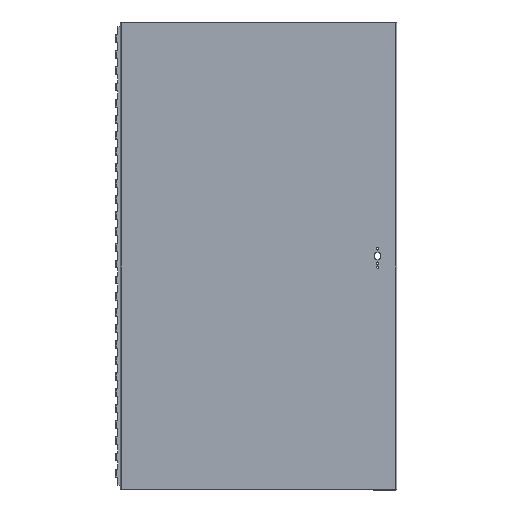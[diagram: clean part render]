
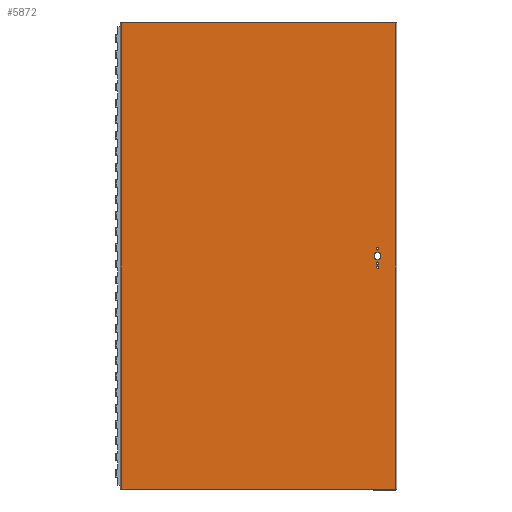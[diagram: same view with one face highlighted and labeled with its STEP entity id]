
A CAD part, top view. The second image highlights one B-rep face of the part: STEP entity #5872.
In plain terms, the highlighted face is planar.
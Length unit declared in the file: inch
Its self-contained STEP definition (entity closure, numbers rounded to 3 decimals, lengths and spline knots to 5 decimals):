
#385=FACE_BOUND('',#1044,.T.);
#386=FACE_BOUND('',#1045,.T.);
#387=FACE_BOUND('',#1046,.T.);
#388=FACE_BOUND('',#1047,.T.);
#524=PLANE('',#6258);
#738=FACE_OUTER_BOUND('',#1043,.T.);
#1043=EDGE_LOOP('',(#4399,#4400,#4401,#4402));
#1044=EDGE_LOOP('',(#4403,#4404,#4405,#4406,#4407,#4408,#4409,#4410));
#1045=EDGE_LOOP('',(#4411));
#1046=EDGE_LOOP('',(#4412));
#1047=EDGE_LOOP('',(#4413));
#1288=LINE('',#8344,#1906);
#1292=LINE('',#8356,#1910);
#1296=LINE('',#8368,#1914);
#1300=LINE('',#8378,#1918);
#1325=LINE('',#8551,#1943);
#1338=LINE('',#8686,#1956);
#1356=LINE('',#8855,#1974);
#1360=LINE('',#8890,#1978);
#1906=VECTOR('',#6739,0.3937);
#1910=VECTOR('',#6751,0.3937);
#1914=VECTOR('',#6763,0.3937);
#1918=VECTOR('',#6775,0.3937);
#1943=VECTOR('',#6832,0.3937);
#1956=VECTOR('',#6855,0.3937);
#1974=VECTOR('',#6889,0.3937);
#1978=VECTOR('',#6899,0.3937);
#2534=CIRCLE('',#6202,0.453);
#2536=CIRCLE('',#6206,0.453);
#2538=CIRCLE('',#6210,0.453);
#2540=CIRCLE('',#6214,0.453);
#2541=CIRCLE('',#6217,0.1405);
#2543=CIRCLE('',#6220,0.1405);
#2545=CIRCLE('',#6223,0.1405);
#2734=VERTEX_POINT('',#8335);
#2735=VERTEX_POINT('',#8337);
#2737=VERTEX_POINT('',#8343);
#2739=VERTEX_POINT('',#8349);
#2741=VERTEX_POINT('',#8355);
#2743=VERTEX_POINT('',#8361);
#2745=VERTEX_POINT('',#8367);
#2747=VERTEX_POINT('',#8373);
#2748=VERTEX_POINT('',#8380);
#2750=VERTEX_POINT('',#8386);
#2752=VERTEX_POINT('',#8392);
#2777=VERTEX_POINT('',#8542);
#2778=VERTEX_POINT('',#8550);
#2782=VERTEX_POINT('',#8622);
#2788=VERTEX_POINT('',#8678);
#3291=EDGE_CURVE('',#2735,#2734,#2534,.T.);
#3294=EDGE_CURVE('',#2737,#2735,#1288,.T.);
#3297=EDGE_CURVE('',#2739,#2737,#2536,.T.);
#3300=EDGE_CURVE('',#2741,#2739,#1292,.T.);
#3303=EDGE_CURVE('',#2743,#2741,#2538,.T.);
#3306=EDGE_CURVE('',#2745,#2743,#1296,.T.);
#3309=EDGE_CURVE('',#2747,#2745,#2540,.T.);
#3312=EDGE_CURVE('',#2734,#2747,#1300,.T.);
#3313=EDGE_CURVE('',#2748,#2748,#2541,.T.);
#3316=EDGE_CURVE('',#2750,#2750,#2543,.T.);
#3319=EDGE_CURVE('',#2752,#2752,#2545,.T.);
#3352=EDGE_CURVE('',#2778,#2777,#1325,.T.);
#3372=EDGE_CURVE('',#2782,#2788,#1338,.T.);
#3397=EDGE_CURVE('',#2777,#2782,#1356,.T.);
#3402=EDGE_CURVE('',#2788,#2778,#1360,.T.);
#4399=ORIENTED_EDGE('',*,*,#3397,.T.);
#4400=ORIENTED_EDGE('',*,*,#3372,.T.);
#4401=ORIENTED_EDGE('',*,*,#3402,.T.);
#4402=ORIENTED_EDGE('',*,*,#3352,.T.);
#4403=ORIENTED_EDGE('',*,*,#3291,.T.);
#4404=ORIENTED_EDGE('',*,*,#3312,.T.);
#4405=ORIENTED_EDGE('',*,*,#3309,.T.);
#4406=ORIENTED_EDGE('',*,*,#3306,.T.);
#4407=ORIENTED_EDGE('',*,*,#3303,.T.);
#4408=ORIENTED_EDGE('',*,*,#3300,.T.);
#4409=ORIENTED_EDGE('',*,*,#3297,.T.);
#4410=ORIENTED_EDGE('',*,*,#3294,.T.);
#4411=ORIENTED_EDGE('',*,*,#3313,.T.);
#4412=ORIENTED_EDGE('',*,*,#3316,.T.);
#4413=ORIENTED_EDGE('',*,*,#3319,.T.);
#5872=ADVANCED_FACE('',(#738,#385,#386,#387,#388),#524,.F.);
#6202=AXIS2_PLACEMENT_3D('',#8338,#6733,#6734);
#6206=AXIS2_PLACEMENT_3D('',#8350,#6745,#6746);
#6210=AXIS2_PLACEMENT_3D('',#8362,#6757,#6758);
#6214=AXIS2_PLACEMENT_3D('',#8374,#6769,#6770);
#6217=AXIS2_PLACEMENT_3D('',#8381,#6778,#6779);
#6220=AXIS2_PLACEMENT_3D('',#8387,#6785,#6786);
#6223=AXIS2_PLACEMENT_3D('',#8393,#6792,#6793);
#6258=AXIS2_PLACEMENT_3D('',#8993,#6935,#6936);
#6733=DIRECTION('center_axis',(0.,0.,1.));
#6734=DIRECTION('ref_axis',(-0.469,-0.883,0.));
#6739=DIRECTION('',(0.,1.,0.));
#6745=DIRECTION('center_axis',(0.,0.,1.));
#6746=DIRECTION('ref_axis',(-0.883,0.469,0.));
#6751=DIRECTION('',(1.,0.,0.));
#6757=DIRECTION('center_axis',(0.,0.,1.));
#6758=DIRECTION('ref_axis',(0.469,0.883,0.));
#6763=DIRECTION('',(0.,-1.,0.));
#6769=DIRECTION('center_axis',(0.,0.,1.));
#6770=DIRECTION('ref_axis',(0.883,-0.469,0.));
#6775=DIRECTION('',(-1.,0.,0.));
#6778=DIRECTION('center_axis',(0.,0.,1.));
#6779=DIRECTION('ref_axis',(1.,0.,0.));
#6785=DIRECTION('center_axis',(0.,0.,1.));
#6786=DIRECTION('ref_axis',(1.,0.,0.));
#6792=DIRECTION('center_axis',(0.,0.,1.));
#6793=DIRECTION('ref_axis',(1.,0.,0.));
#6832=DIRECTION('',(-1.,0.,0.));
#6855=DIRECTION('',(1.,0.,0.));
#6889=DIRECTION('',(0.,1.,0.));
#6899=DIRECTION('',(0.,-1.,0.));
#6935=DIRECTION('center_axis',(0.,0.,1.));
#6936=DIRECTION('ref_axis',(1.,0.,0.));
#8335=CARTESIAN_POINT('',(15.02512,0.4,0.));
#8337=CARTESIAN_POINT('',(15.2125,0.21262,0.));
#8338=CARTESIAN_POINT('Origin',(14.8125,0.,0.));
#8343=CARTESIAN_POINT('',(15.2125,-0.21262,0.));
#8344=CARTESIAN_POINT('',(15.2125,0.10631,0.));
#8349=CARTESIAN_POINT('',(15.02512,-0.4,0.));
#8350=CARTESIAN_POINT('Origin',(14.8125,0.,0.));
#8355=CARTESIAN_POINT('',(14.59988,-0.4,0.));
#8356=CARTESIAN_POINT('',(7.51256,-0.4,0.));
#8361=CARTESIAN_POINT('',(14.4125,-0.21262,0.));
#8362=CARTESIAN_POINT('Origin',(14.8125,0.,0.));
#8367=CARTESIAN_POINT('',(14.4125,0.21262,0.));
#8368=CARTESIAN_POINT('',(14.4125,-0.10631,0.));
#8373=CARTESIAN_POINT('',(14.59988,0.4,0.));
#8374=CARTESIAN_POINT('Origin',(14.8125,0.,0.));
#8378=CARTESIAN_POINT('',(7.29994,0.4,0.));
#8380=CARTESIAN_POINT('',(14.672,0.886,0.));
#8381=CARTESIAN_POINT('Origin',(14.8125,0.886,0.));
#8386=CARTESIAN_POINT('',(14.672,1.378,0.));
#8387=CARTESIAN_POINT('Origin',(14.8125,1.378,0.));
#8392=CARTESIAN_POINT('',(14.672,-0.885,0.));
#8393=CARTESIAN_POINT('Origin',(14.8125,-0.885,0.));
#8542=CARTESIAN_POINT('',(-17.08225,-28.9885,0.));
#8550=CARTESIAN_POINT('',(17.08225,-28.9885,0.));
#8551=CARTESIAN_POINT('',(8.54113,-28.9885,0.));
#8622=CARTESIAN_POINT('',(-17.08225,28.9885,0.));
#8678=CARTESIAN_POINT('',(17.08225,28.9885,0.));
#8686=CARTESIAN_POINT('',(-8.59375,28.9885,0.));
#8855=CARTESIAN_POINT('',(-17.08225,-14.49425,0.));
#8890=CARTESIAN_POINT('',(17.08225,14.49425,0.));
#8993=CARTESIAN_POINT('Origin',(0.,0.,
0.));
